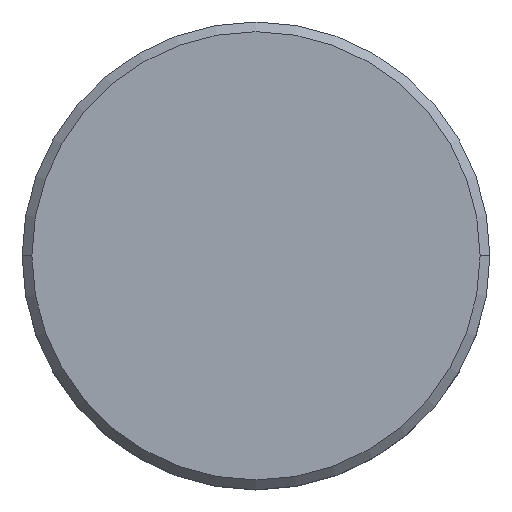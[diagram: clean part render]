
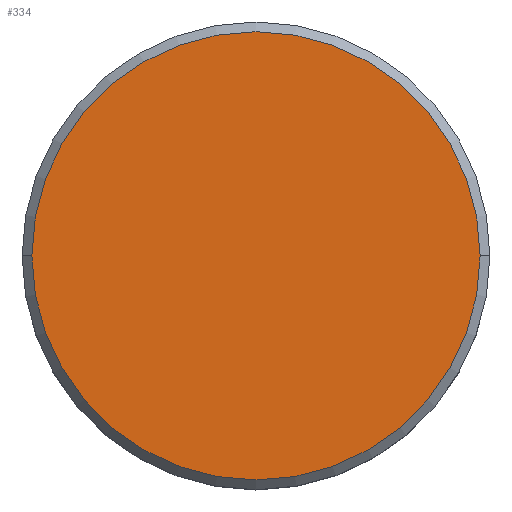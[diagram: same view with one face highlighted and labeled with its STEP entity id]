
A CAD part, top view. The second image highlights one B-rep face of the part: STEP entity #334.
In plain terms, the highlighted planar face has unit normal (0, 0, 1).
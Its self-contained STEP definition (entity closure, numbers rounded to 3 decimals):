
#54 = AXIS2_PLACEMENT_3D ( 'NONE', #432, #225, #105 ) ;
#67 = EDGE_LOOP ( 'NONE', ( #220, #264 ) ) ;
#74 = AXIS2_PLACEMENT_3D ( 'NONE', #276, #316, #120 ) ;
#78 = CIRCLE ( 'NONE', #153, 11.5 ) ;
#90 = DIRECTION ( 'NONE',  ( 0., 0., 1. ) ) ;
#94 = DIRECTION ( 'NONE',  ( 1., 0., 0. ) ) ;
#105 = DIRECTION ( 'NONE',  ( 1., 0., 0. ) ) ;
#111 = VERTEX_POINT ( 'NONE', #244 ) ;
#120 = DIRECTION ( 'NONE',  ( 1., 0., 0. ) ) ;
#153 = AXIS2_PLACEMENT_3D ( 'NONE', #448, #90, #94 ) ;
#157 = EDGE_CURVE ( 'NONE', #111, #158, #399, .T. ) ;
#158 = VERTEX_POINT ( 'NONE', #369 ) ;
#220 = ORIENTED_EDGE ( 'NONE', *, *, #157, .T. ) ;
#225 = DIRECTION ( 'NONE',  ( 0., 0., 1. ) ) ;
#244 = CARTESIAN_POINT ( 'NONE',  ( -11.5, 0., 0. ) ) ;
#264 = ORIENTED_EDGE ( 'NONE', *, *, #322, .T. ) ;
#265 = FACE_OUTER_BOUND ( 'NONE', #67, .T. ) ;
#276 = CARTESIAN_POINT ( 'NONE',  ( 0., 0., 0. ) ) ;
#316 = DIRECTION ( 'NONE',  ( 0., 0., 1. ) ) ;
#322 = EDGE_CURVE ( 'NONE', #158, #111, #78, .T. ) ;
#334 = ADVANCED_FACE ( 'NONE', ( #265 ), #381, .T. ) ;
#369 = CARTESIAN_POINT ( 'NONE',  ( 11.5, 0., 0. ) ) ;
#381 = PLANE ( 'NONE',  #74 ) ;
#399 = CIRCLE ( 'NONE', #54, 11.5 ) ;
#432 = CARTESIAN_POINT ( 'NONE',  ( 0., 0., 0. ) ) ;
#448 = CARTESIAN_POINT ( 'NONE',  ( 0., 0., 0. ) ) ;
